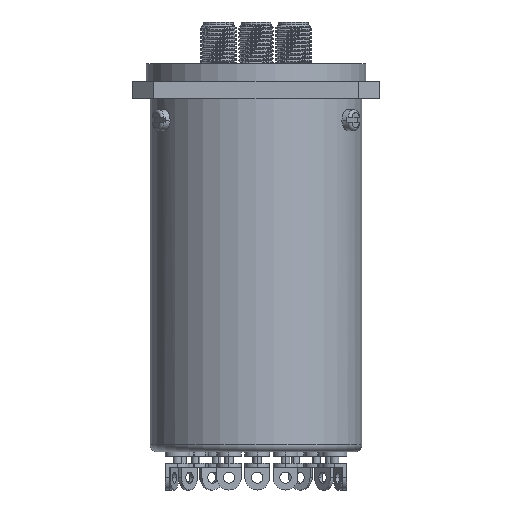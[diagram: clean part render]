
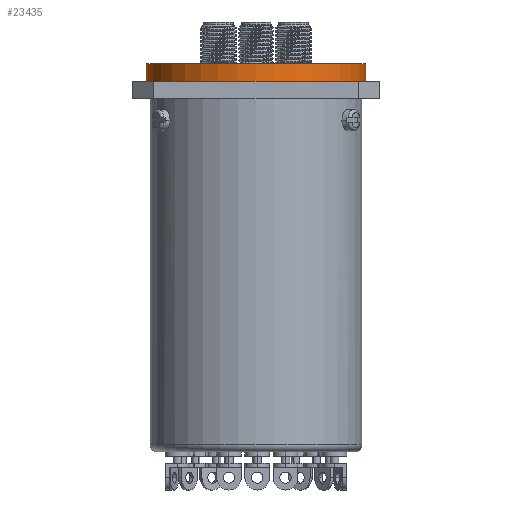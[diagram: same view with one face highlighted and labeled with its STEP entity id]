
A CAD part, front view. The second image highlights one B-rep face of the part: STEP entity #23435.
In plain terms, the highlighted cylindrical face has radius 19.787 mm (diameter 39.573 mm), a partial arc.
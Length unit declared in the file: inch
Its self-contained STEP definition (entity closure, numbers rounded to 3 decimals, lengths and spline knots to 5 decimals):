
#519 = CARTESIAN_POINT ( 'NONE',  ( 0.779, 0., 0.125 ) ) ;
#904 = EDGE_CURVE ( 'NONE', #22209, #16039, #9735, .T. ) ;
#2449 = EDGE_LOOP ( 'NONE', ( #10256, #17898, #17161, #27580 ) ) ;
#3106 = LINE ( 'NONE', #11796, #16957 ) ;
#3890 = CARTESIAN_POINT ( 'NONE',  ( 0.779, 0., 0.125 ) ) ;
#6959 = DIRECTION ( 'NONE',  ( 1., 0., 0. ) ) ;
#7232 = FACE_OUTER_BOUND ( 'NONE', #2449, .T. ) ;
#7912 = AXIS2_PLACEMENT_3D ( 'NONE', #20228, #15525, #6959 ) ;
#9735 = CIRCLE ( 'NONE', #7912, 0.779 ) ;
#10235 = EDGE_CURVE ( 'NONE', #14231, #25113, #23580, .T. ) ;
#10256 = ORIENTED_EDGE ( 'NONE', *, *, #21375, .F. ) ;
#10559 = DIRECTION ( 'NONE',  ( 1., 0., 0. ) ) ;
#11796 = CARTESIAN_POINT ( 'NONE',  ( -0.779, 0., 0.125 ) ) ;
#13648 = VECTOR ( 'NONE', #26225, 39.37008 ) ;
#13798 = CARTESIAN_POINT ( 'NONE',  ( 0., 0., 0.125 ) ) ;
#14231 = VERTEX_POINT ( 'NONE', #17464 ) ;
#14918 = AXIS2_PLACEMENT_3D ( 'NONE', #19547, #19124, #10559 ) ;
#15525 = DIRECTION ( 'NONE',  ( 0., 0., 1. ) ) ;
#15652 = LINE ( 'NONE', #519, #13648 ) ;
#16039 = VERTEX_POINT ( 'NONE', #3890 ) ;
#16957 = VECTOR ( 'NONE', #18223, 39.37008 ) ;
#17122 = EDGE_CURVE ( 'NONE', #16039, #25113, #15652, .T. ) ;
#17161 = ORIENTED_EDGE ( 'NONE', *, *, #17122, .T. ) ;
#17411 = AXIS2_PLACEMENT_3D ( 'NONE', #13798, #25075, #18078 ) ;
#17464 = CARTESIAN_POINT ( 'NONE',  ( -0.779, 0., 0.25 ) ) ;
#17898 = ORIENTED_EDGE ( 'NONE', *, *, #904, .T. ) ;
#18078 = DIRECTION ( 'NONE',  ( 1., 0., 0. ) ) ;
#18223 = DIRECTION ( 'NONE',  ( 0., 0., 1. ) ) ;
#19124 = DIRECTION ( 'NONE',  ( 0., 0., 1. ) ) ;
#19547 = CARTESIAN_POINT ( 'NONE',  ( 0., 0., 0.25 ) ) ;
#20228 = CARTESIAN_POINT ( 'NONE',  ( 0., 0., 0.125 ) ) ;
#21375 = EDGE_CURVE ( 'NONE', #22209, #14231, #3106, .T. ) ;
#22209 = VERTEX_POINT ( 'NONE', #28095 ) ;
#23435 = ADVANCED_FACE ( 'NONE', ( #7232 ), #27072, .T. ) ;
#23580 = CIRCLE ( 'NONE', #14918, 0.779 ) ;
#25075 = DIRECTION ( 'NONE',  ( 0., 0., 1. ) ) ;
#25113 = VERTEX_POINT ( 'NONE', #27475 ) ;
#26225 = DIRECTION ( 'NONE',  ( 0., 0., 1. ) ) ;
#27072 = CYLINDRICAL_SURFACE ( 'NONE', #17411, 0.779 ) ;
#27475 = CARTESIAN_POINT ( 'NONE',  ( 0.779, 0., 0.25 ) ) ;
#27580 = ORIENTED_EDGE ( 'NONE', *, *, #10235, .F. ) ;
#28095 = CARTESIAN_POINT ( 'NONE',  ( -0.779, 0., 0.125 ) ) ;
